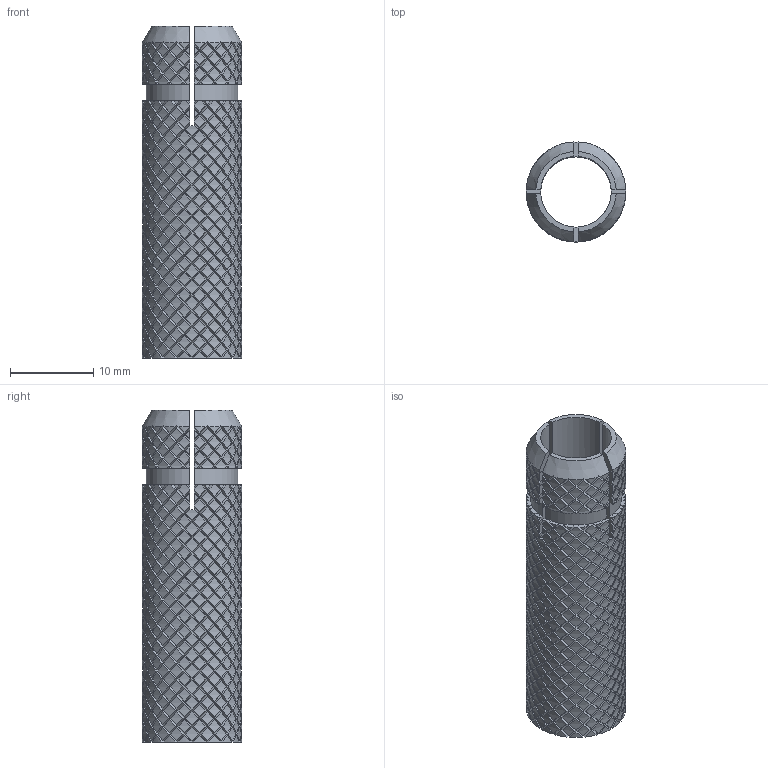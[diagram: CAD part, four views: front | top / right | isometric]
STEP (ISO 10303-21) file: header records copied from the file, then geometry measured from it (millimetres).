
FILE_DESCRIPTION (( 'STEP AP203' ), '1' );
FILE_NAME ('CLP1M-AL-10 Àíêåð ëàòóííûé çàáèâíîé Ì10.STEP', '2016-02-16T07:32:33', ( '' ), ( '' ), 'SwSTEP 2.0', 'SolidWorks 2014', '' );
FILE_SCHEMA (( 'CONFIG_CONTROL_DESIGN' ));
Products named in the file (1): CLP1M-AL-10 Àíêåð ëàòóííûé çàáèâíîé Ì10
Bounding box: 12 x 12 x 40 mm (x, y, z)
Volume: 1970.1 mm3; surface area: 3716.5 mm2
Topology: 1 solids, 1 shells, 4022 faces, 8369 edges, 4348 vertices
Faces by surface type: bspline 3120, cylinder 854, plane 25, cone 23
Full cylindrical faces by diameter (mm): 8.5 x10
Entity records: 619439 total; most frequent: CARTESIAN_POINT 570905, ORIENTED_EDGE 16658, EDGE_CURVE 8329, VERTEX_POINT 4337, EDGE_LOOP 4052, FACE_OUTER_BOUND 4032, ADVANCED_FACE 4022, DIRECTION 2356
